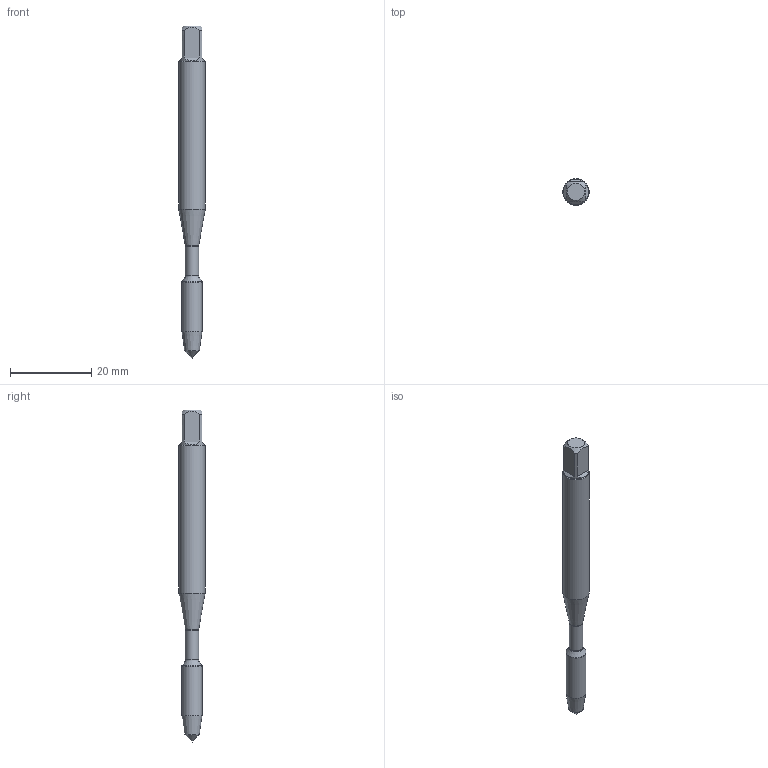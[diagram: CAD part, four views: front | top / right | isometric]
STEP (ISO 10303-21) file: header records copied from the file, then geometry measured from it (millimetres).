
FILE_DESCRIPTION(/* description */ (''),/* implementation_level */ '2;1');
FILE_NAME(/* name */ 'TOOL.STP',/* time_stamp */ '2023-09-05T04:59:27+02:00',/* author */ (''),/* organization */ ('SMS'),/* preprocessor_version */ 'ST-DEVELOPER v16.7',/* originating_system */ 'SIEMENS PLM Software NX 12.0',/* authorisation */ '');
FILE_SCHEMA (('AUTOMOTIVE_DESIGN { 1 0 10303 214 3 1 1 1 }'));
Length unit declared in the file: millimetre
Products named in the file (1): Tool
Bounding box: 6.48 x 6.48 x 81.55 mm (x, y, z)
Volume: 1958.3 mm3; surface area: 1459.9 mm2
Topology: 2 solids, 2 shells, 24 faces, 57 edges, 39 vertices
Faces by surface type: plane 11, cone 6, cylinder 5, torus 2
Full cylindrical faces by diameter (mm): 3.286 x1, 4.914 x2, 6.218 x1, 6.477 x1
Entity records: 681 total; most frequent: CARTESIAN_POINT 134, DIRECTION 110, ORIENTED_EDGE 74, AXIS2_PLACEMENT_3D 49, EDGE_CURVE 37, EDGE_LOOP 36, VERTEX_POINT 30, FACE_BOUND 26
